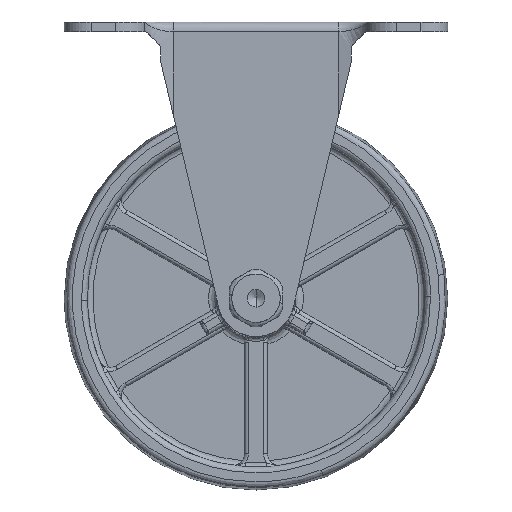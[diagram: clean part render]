
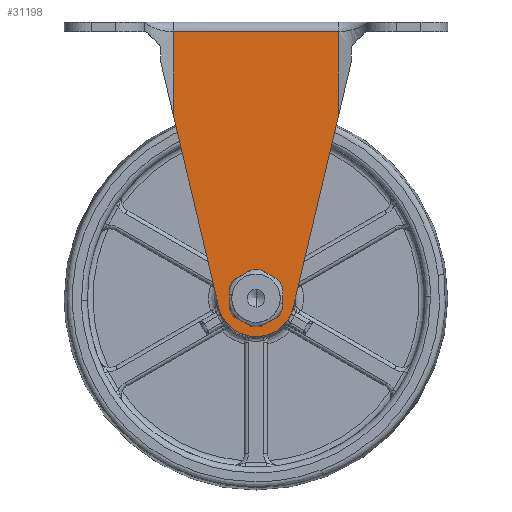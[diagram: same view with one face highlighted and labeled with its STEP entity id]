
A CAD part, front view. The second image highlights one B-rep face of the part: STEP entity #31198.
In plain terms, the highlighted free-form (B-spline) face has degree [1, 1] with [2, 2] control points.
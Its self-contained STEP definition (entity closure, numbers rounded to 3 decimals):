
#27577=CARTESIAN_POINT('',(3.972,-18.5,-0.472));
#27578=VERTEX_POINT('',#27577);
#27584=CARTESIAN_POINT('',(0.0,-18.5,4.));
#27585=VERTEX_POINT('',#27584);
#27586=CARTESIAN_POINT('',(3.972,-18.5,-0.472));
#27587=CARTESIAN_POINT('',(4.,-18.5,-0.237));
#27588=CARTESIAN_POINT('',(4.,-18.5,0.0));
#27589=CARTESIAN_POINT('',(4.,-18.5,4.));
#27590=CARTESIAN_POINT('',(0.0,-18.5,4.));
#27598=(BOUNDED_CURVE()B_SPLINE_CURVE(2,(#27586,#27587,#27588,#27589,#27590),.UNSPECIFIED.,.F.,.U.)B_SPLINE_CURVE_WITH_KNOTS((3,2,3),(0.23,0.25,0.5),.UNSPECIFIED.)CURVE()GEOMETRIC_REPRESENTATION_ITEM()RATIONAL_B_SPLINE_CURVE((0.956,0.976,1.0,0.707,1.0))REPRESENTATION_ITEM(''));
#27599=EDGE_CURVE('',#27578,#27585,#27598,.T.);
#27601=CARTESIAN_POINT('',(-3.993,-18.5,0.244));
#27602=VERTEX_POINT('',#27601);
#27603=CARTESIAN_POINT('',(0.0,-18.5,4.));
#27604=CARTESIAN_POINT('',(-3.763,-18.5,4.));
#27605=CARTESIAN_POINT('',(-3.993,-18.5,0.244));
#27613=(BOUNDED_CURVE()B_SPLINE_CURVE(2,(#27603,#27604,#27605),.UNSPECIFIED.,.F.,.U.)B_SPLINE_CURVE_WITH_KNOTS((3,3),(0.5,0.739),.UNSPECIFIED.)CURVE()GEOMETRIC_REPRESENTATION_ITEM()RATIONAL_B_SPLINE_CURVE((1.0,0.72,0.976))REPRESENTATION_ITEM(''));
#27614=EDGE_CURVE('',#27585,#27602,#27613,.T.);
#27688=CARTESIAN_POINT('',(0.0,-18.5,-4.));
#27689=VERTEX_POINT('',#27688);
#27690=CARTESIAN_POINT('',(-3.993,-18.5,0.244));
#27691=CARTESIAN_POINT('',(-4.,-18.5,0.122));
#27692=CARTESIAN_POINT('',(-4.,-18.5,0.0));
#27693=CARTESIAN_POINT('',(-4.,-18.5,-4.));
#27694=CARTESIAN_POINT('',(0.0,-18.5,-4.));
#27702=(BOUNDED_CURVE()B_SPLINE_CURVE(2,(#27690,#27691,#27692,#27693,#27694),.UNSPECIFIED.,.F.,.U.)B_SPLINE_CURVE_WITH_KNOTS((3,2,3),(0.739,0.75,1.0),.UNSPECIFIED.)CURVE()GEOMETRIC_REPRESENTATION_ITEM()RATIONAL_B_SPLINE_CURVE((0.976,0.988,1.0,0.707,1.0))REPRESENTATION_ITEM(''));
#27703=EDGE_CURVE('',#27602,#27689,#27702,.T.);
#27705=CARTESIAN_POINT('',(0.0,-18.5,-4.));
#27706=CARTESIAN_POINT('',(3.553,-18.5,-4.));
#27707=CARTESIAN_POINT('',(3.972,-18.5,-0.472));
#27715=(BOUNDED_CURVE()B_SPLINE_CURVE(2,(#27705,#27706,#27707),.UNSPECIFIED.,.F.,.U.)B_SPLINE_CURVE_WITH_KNOTS((3,3),(0.0,0.23),.UNSPECIFIED.)CURVE()GEOMETRIC_REPRESENTATION_ITEM()RATIONAL_B_SPLINE_CURVE((1.0,0.731,0.956))REPRESENTATION_ITEM(''));
#27716=EDGE_CURVE('',#27689,#27578,#27715,.T.);
#29246=CARTESIAN_POINT('',(-21.59,-18.5,69.5));
#29247=VERTEX_POINT('',#29246);
#29320=CARTESIAN_POINT('',(21.59,-18.5,69.5));
#29321=VERTEX_POINT('',#29320);
#29343=CARTESIAN_POINT('',(21.59,-18.5,69.5));
#29344=CARTESIAN_POINT('',(-21.59,-18.5,69.5));
#29345=QUASI_UNIFORM_CURVE('',1,(#29343,#29344),.UNSPECIFIED.,.F.,.U.);
#29346=EDGE_CURVE('',#29321,#29247,#29345,.T.);
#30057=CARTESIAN_POINT('',(9.732,-18.5,-2.299));
#30058=VERTEX_POINT('',#30057);
#30064=CARTESIAN_POINT('',(-9.732,-18.5,-2.299));
#30065=VERTEX_POINT('',#30064);
#30066=CARTESIAN_POINT('',(-9.732,-18.5,-2.299));
#30067=CARTESIAN_POINT('',(-7.913,-18.5,-10.));
#30068=CARTESIAN_POINT('',(0.0,-18.5,-10.));
#30069=CARTESIAN_POINT('',(7.913,-18.5,-10.));
#30070=CARTESIAN_POINT('',(9.732,-18.5,-2.299));
#30078=(BOUNDED_CURVE()B_SPLINE_CURVE(2,(#30066,#30067,#30068,#30069,#30070),.UNSPECIFIED.,.F.,.U.)B_SPLINE_CURVE_WITH_KNOTS((3,2,3),(0.0,0.5,1.0),.UNSPECIFIED.)CURVE()GEOMETRIC_REPRESENTATION_ITEM()RATIONAL_B_SPLINE_CURVE((1.0,0.784,1.0,0.784,1.0))REPRESENTATION_ITEM(''));
#30079=EDGE_CURVE('',#30065,#30058,#30078,.T.);
#30094=CARTESIAN_POINT('',(-21.59,-18.5,47.909));
#30095=VERTEX_POINT('',#30094);
#30113=CARTESIAN_POINT('',(-21.59,-18.5,47.909));
#30114=CARTESIAN_POINT('',(-9.732,-18.5,-2.299));
#30115=QUASI_UNIFORM_CURVE('',1,(#30113,#30114),.UNSPECIFIED.,.F.,.U.);
#30116=EDGE_CURVE('',#30095,#30065,#30115,.T.);
#30636=CARTESIAN_POINT('',(-21.59,-18.5,47.909));
#30637=CARTESIAN_POINT('',(-21.59,-18.5,69.5));
#30638=QUASI_UNIFORM_CURVE('',1,(#30636,#30637),.UNSPECIFIED.,.F.,.U.);
#30639=EDGE_CURVE('',#30095,#29247,#30638,.T.);
#31128=CARTESIAN_POINT('',(21.59,-18.5,47.909));
#31129=VERTEX_POINT('',#31128);
#31167=CARTESIAN_POINT('',(21.59,-18.5,47.909));
#31168=CARTESIAN_POINT('',(21.59,-18.5,69.5));
#31169=QUASI_UNIFORM_CURVE('',1,(#31167,#31168),.UNSPECIFIED.,.F.,.U.);
#31170=EDGE_CURVE('',#31129,#29321,#31169,.T.);
#31175=CARTESIAN_POINT('',(-23.747,-18.5,73.471));
#31176=CARTESIAN_POINT('',(-23.747,-18.5,-13.971));
#31177=CARTESIAN_POINT('',(23.747,-18.5,73.471));
#31178=CARTESIAN_POINT('',(23.747,-18.5,-13.971));
#31179=B_SPLINE_SURFACE_WITH_KNOTS('',1,1,((#31175,#31177),(#31176,#31178)),.UNSPECIFIED.,.F.,.F.,.U.,(2,2),(2,2),(0.0,87.442),(0.0,47.494),.UNSPECIFIED.);
#31180=ORIENTED_EDGE('',*,*,#31170,.T.);
#31181=ORIENTED_EDGE('',*,*,#29346,.T.);
#31182=ORIENTED_EDGE('',*,*,#30639,.F.);
#31183=ORIENTED_EDGE('',*,*,#30116,.T.);
#31184=ORIENTED_EDGE('',*,*,#30079,.T.);
#31185=CARTESIAN_POINT('',(9.732,-18.5,-2.299));
#31186=CARTESIAN_POINT('',(21.59,-18.5,47.909));
#31187=QUASI_UNIFORM_CURVE('',1,(#31185,#31186),.UNSPECIFIED.,.F.,.U.);
#31188=EDGE_CURVE('',#30058,#31129,#31187,.T.);
#31189=ORIENTED_EDGE('',*,*,#31188,.T.);
#31190=EDGE_LOOP('',(#31180,#31181,#31182,#31183,#31184,#31189));
#31191=FACE_OUTER_BOUND('',#31190,.T.);
#31192=ORIENTED_EDGE('',*,*,#27614,.F.);
#31193=ORIENTED_EDGE('',*,*,#27599,.F.);
#31194=ORIENTED_EDGE('',*,*,#27716,.F.);
#31195=ORIENTED_EDGE('',*,*,#27703,.F.);
#31196=EDGE_LOOP('',(#31192,#31193,#31194,#31195));
#31197=FACE_BOUND('',#31196,.T.);
#31198=ADVANCED_FACE('',(#31191,#31197),#31179,.T.);
